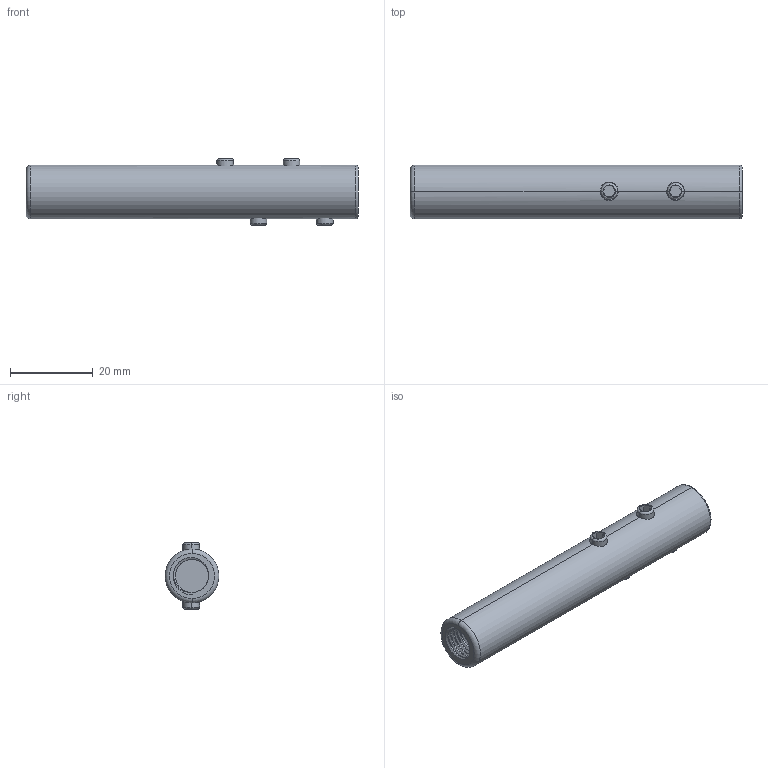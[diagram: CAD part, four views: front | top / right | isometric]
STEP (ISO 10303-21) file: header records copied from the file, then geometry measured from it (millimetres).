
FILE_DESCRIPTION (( 'STEP AP203' ), '1' );
FILE_NAME ('3D_GS5574-L M8_188500595.STEP', '2024-09-24T07:46:42', ( '' ), ( '' ), 'SwSTEP 2.0', 'SolidWorks 2024', '' );
FILE_SCHEMA (( 'CONFIG_CONTROL_DESIGN' ));
Length unit declared in the file: millimetre
Products named in the file (1): 3D_GS5574-L M8_188500595
Bounding box: 80 x 13 x 16 mm (x, y, z)
Volume: 7626.6 mm3; surface area: 6021.8 mm2
Topology: 3 solids, 3 shells, 170 faces, 423 edges, 257 vertices
Faces by surface type: cylinder 85, plane 61, torus 12, bspline 12
Entity records: 16975 total; most frequent: CARTESIAN_POINT 13358, ORIENTED_EDGE 846, DIRECTION 630, EDGE_CURVE 423, VERTEX_POINT 257, AXIS2_PLACEMENT_3D 233, EDGE_LOOP 172, FACE_OUTER_BOUND 170
